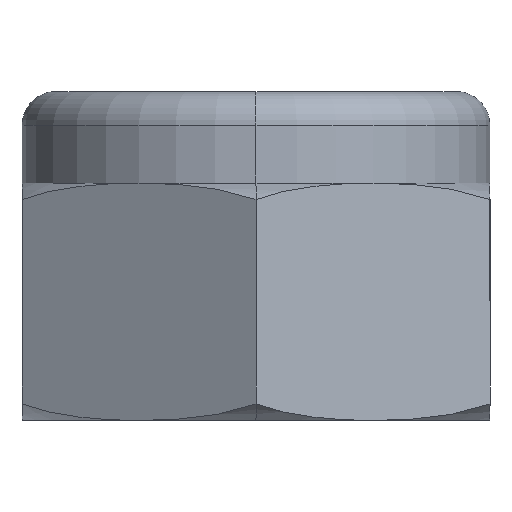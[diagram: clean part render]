
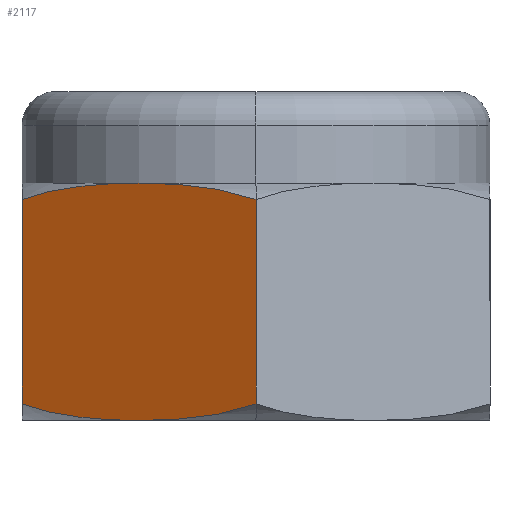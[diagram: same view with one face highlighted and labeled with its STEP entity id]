
A CAD part, left-side view. The second image highlights one B-rep face of the part: STEP entity #2117.
In plain terms, the highlighted planar face has unit normal (-0.866, 0.5, 0).
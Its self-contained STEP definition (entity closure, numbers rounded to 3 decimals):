
#54 = EDGE_CURVE ( 'NONE', #942, #1965, #1673, .T. ) ;
#63 = CARTESIAN_POINT ( 'NONE',  ( -3.323, 1.144, 0.014 ) ) ;
#104 = CARTESIAN_POINT ( 'NONE',  ( -1.992, 3.45, 3.5 ) ) ;
#112 = ORIENTED_EDGE ( 'NONE', *, *, #1652, .F. ) ;
#114 = VECTOR ( 'NONE', #1272, 1000. ) ;
#170 = CARTESIAN_POINT ( 'NONE',  ( -2.988, 1.725, 3.5 ) ) ;
#205 = VECTOR ( 'NONE', #256, 1000. ) ;
#206 = CARTESIAN_POINT ( 'NONE',  ( -2.988, 1.725, 0. ) ) ;
#256 = DIRECTION ( 'NONE',  ( 0., 0., -1. ) ) ;
#330 = EDGE_CURVE ( 'NONE', #1010, #1100, #1687, .T. ) ;
#478 = CARTESIAN_POINT ( 'NONE',  ( -3.984, 0., 3.258 ) ) ;
#490 = CARTESIAN_POINT ( 'NONE',  ( -2.988, 1.725, 0. ) ) ;
#500 = CARTESIAN_POINT ( 'NONE',  ( -1.992, 3.45, 3.258 ) ) ;
#520 = VERTEX_POINT ( 'NONE', #500 ) ;
#631 = ORIENTED_EDGE ( 'NONE', *, *, #54, .F. ) ;
#641 = VERTEX_POINT ( 'NONE', #657 ) ;
#657 = CARTESIAN_POINT ( 'NONE',  ( -3.984, 0., 0.242 ) ) ;
#712 = CARTESIAN_POINT ( 'NONE',  ( -2.652, 2.306, 0.014 ) ) ;
#811 = EDGE_CURVE ( 'NONE', #1100, #520, #2091, .T. ) ;
#942 = VERTEX_POINT ( 'NONE', #490 ) ;
#957 = CARTESIAN_POINT ( 'NONE',  ( -3.155, 1.435, 0. ) ) ;
#981 = ORIENTED_EDGE ( 'NONE', *, *, #811, .T. ) ;
#1010 = VERTEX_POINT ( 'NONE', #478 ) ;
#1082 = LINE ( 'NONE', #1290, #114 ) ;
#1100 = VERTEX_POINT ( 'NONE', #170 ) ;
#1112 = CARTESIAN_POINT ( 'NONE',  ( -2.82, 2.015, 0. ) ) ;
#1160 = CARTESIAN_POINT ( 'NONE',  ( -2.152, 3.173, 0.138 ) ) ;
#1167 = LINE ( 'NONE', #104, #205 ) ;
#1168 = CARTESIAN_POINT ( 'NONE',  ( -1.992, 3.45, 0.242 ) ) ;
#1233 = B_SPLINE_CURVE_WITH_KNOTS ( 'NONE', 3,
 ( #1715, #1706, #1481, #63, #957, #206 ),
 .UNSPECIFIED., .F., .F.,
 ( 4, 2, 4 ),
 ( 0., 0.001, 0.002 ),
 .UNSPECIFIED. ) ;
#1246 = CARTESIAN_POINT ( 'NONE',  ( -1.992, 3.45, 0.242 ) ) ;
#1272 = DIRECTION ( 'NONE',  ( 0., 0., -1. ) ) ;
#1290 = CARTESIAN_POINT ( 'NONE',  ( -3.984, 0., 3.5 ) ) ;
#1301 = CARTESIAN_POINT ( 'NONE',  ( -3.824, 0.277, 3.363 ) ) ;
#1314 = CARTESIAN_POINT ( 'NONE',  ( -2.318, 2.884, 0.083 ) ) ;
#1337 = ORIENTED_EDGE ( 'NONE', *, *, #330, .T. ) ;
#1457 = CARTESIAN_POINT ( 'NONE',  ( -2.988, 1.725, 0. ) ) ;
#1463 = CARTESIAN_POINT ( 'NONE',  ( -3.984, 0., 3.258 ) ) ;
#1481 = CARTESIAN_POINT ( 'NONE',  ( -3.657, 0.565, 0.083 ) ) ;
#1535 = EDGE_CURVE ( 'NONE', #520, #1965, #1167, .T. ) ;
#1560 = ORIENTED_EDGE ( 'NONE', *, *, #1535, .T. ) ;
#1592 = PLANE ( 'NONE',  #1663 ) ;
#1608 = CARTESIAN_POINT ( 'NONE',  ( -1.992, 3.45, 3.258 ) ) ;
#1616 = CARTESIAN_POINT ( 'NONE',  ( -2.152, 3.173, 3.362 ) ) ;
#1624 = CARTESIAN_POINT ( 'NONE',  ( -2.318, 2.884, 3.417 ) ) ;
#1632 = CARTESIAN_POINT ( 'NONE',  ( -2.652, 2.306, 3.486 ) ) ;
#1651 = CARTESIAN_POINT ( 'NONE',  ( -2.988, 1.725, 3.5 ) ) ;
#1652 = EDGE_CURVE ( 'NONE', #641, #942, #1233, .T. ) ;
#1659 = CARTESIAN_POINT ( 'NONE',  ( -3.657, 0.565, 3.417 ) ) ;
#1663 = AXIS2_PLACEMENT_3D ( 'NONE', #1939, #2127, #2132 ) ;
#1673 = B_SPLINE_CURVE_WITH_KNOTS ( 'NONE', 3,
 ( #1457, #1112, #712, #1314, #1160, #1168 ),
 .UNSPECIFIED., .F., .F.,
 ( 4, 2, 4 ),
 ( 0.002, 0.003, 0.004 ),
 .UNSPECIFIED. ) ;
#1687 = B_SPLINE_CURVE_WITH_KNOTS ( 'NONE', 3,
 ( #1463, #1301, #1659, #1742, #1734, #1727 ),
 .UNSPECIFIED., .F., .F.,
 ( 4, 2, 4 ),
 ( 0., 0.001, 0.002 ),
 .UNSPECIFIED. ) ;
#1695 = CARTESIAN_POINT ( 'NONE',  ( -2.82, 2.015, 3.5 ) ) ;
#1706 = CARTESIAN_POINT ( 'NONE',  ( -3.824, 0.277, 0.137 ) ) ;
#1715 = CARTESIAN_POINT ( 'NONE',  ( -3.984, 0., 0.242 ) ) ;
#1727 = CARTESIAN_POINT ( 'NONE',  ( -2.988, 1.725, 3.5 ) ) ;
#1734 = CARTESIAN_POINT ( 'NONE',  ( -3.155, 1.435, 3.5 ) ) ;
#1742 = CARTESIAN_POINT ( 'NONE',  ( -3.323, 1.144, 3.486 ) ) ;
#1783 = ORIENTED_EDGE ( 'NONE', *, *, #1985, .F. ) ;
#1804 = FACE_OUTER_BOUND ( 'NONE', #1827, .T. ) ;
#1827 = EDGE_LOOP ( 'NONE', ( #112, #1783, #1337, #981, #1560, #631 ) ) ;
#1939 = CARTESIAN_POINT ( 'NONE',  ( -1.992, 3.45, 3.5 ) ) ;
#1965 = VERTEX_POINT ( 'NONE', #1246 ) ;
#1985 = EDGE_CURVE ( 'NONE', #1010, #641, #1082, .T. ) ;
#2091 = B_SPLINE_CURVE_WITH_KNOTS ( 'NONE', 3,
 ( #1651, #1695, #1632, #1624, #1616, #1608 ),
 .UNSPECIFIED., .F., .F.,
 ( 4, 2, 4 ),
 ( 0.002, 0.003, 0.004 ),
 .UNSPECIFIED. ) ;
#2117 = ADVANCED_FACE ( 'NONE', ( #1804 ), #1592, .F. ) ;
#2127 = DIRECTION ( 'NONE',  ( 0.866, -0.5, 0. ) ) ;
#2132 = DIRECTION ( 'NONE',  ( 0.5, 0.866, 0. ) ) ;
